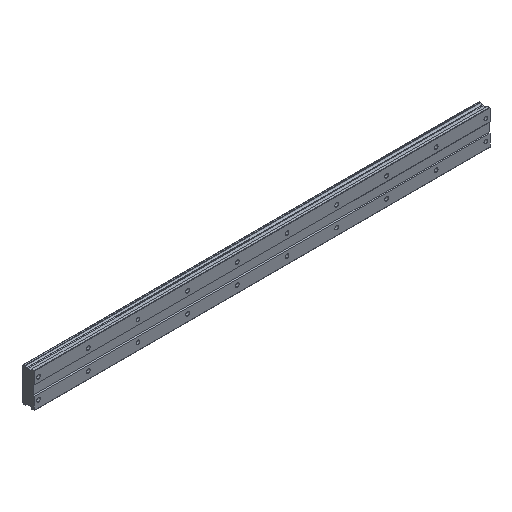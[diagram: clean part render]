
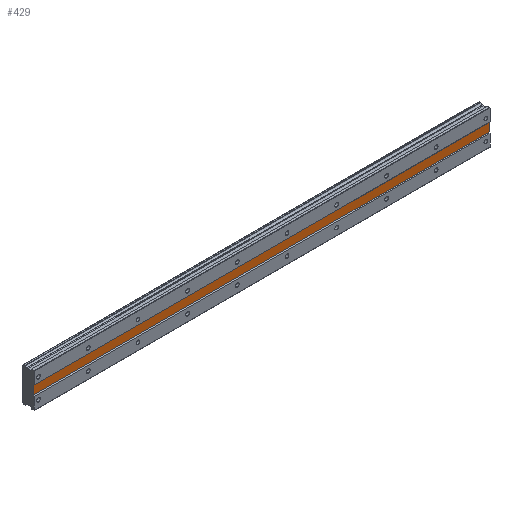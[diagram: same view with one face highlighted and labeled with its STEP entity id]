
A CAD part, isometric view. The second image highlights one B-rep face of the part: STEP entity #429.
In plain terms, the highlighted planar face has unit normal (0, -1, 0).
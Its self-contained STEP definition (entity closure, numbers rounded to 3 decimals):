
#99 = VECTOR ( 'NONE', #939, 1000. ) ;
#231 = EDGE_CURVE ( 'NONE', #507, #1060, #3583, .T. ) ;
#391 = DIRECTION ( 'NONE',  ( 0., 0., 1. ) ) ;
#406 = ORIENTED_EDGE ( 'NONE', *, *, #1731, .F. ) ;
#407 = PLANE ( 'NONE',  #637 ) ;
#429 = ADVANCED_FACE ( 'NONE', ( #715 ), #407, .F. ) ;
#467 = ORIENTED_EDGE ( 'NONE', *, *, #1479, .T. ) ;
#507 = VERTEX_POINT ( 'NONE', #2512 ) ;
#597 = DIRECTION ( 'NONE',  ( 0., 0., -1. ) ) ;
#637 = AXIS2_PLACEMENT_3D ( 'NONE', #3361, #779, #391 ) ;
#667 = EDGE_CURVE ( 'NONE', #1265, #1060, #2920, .T. ) ;
#708 = VERTEX_POINT ( 'NONE', #2591 ) ;
#715 = FACE_OUTER_BOUND ( 'NONE', #1526, .T. ) ;
#779 = DIRECTION ( 'NONE',  ( 0., 1., 0. ) ) ;
#939 = DIRECTION ( 'NONE',  ( -1., 0., 0. ) ) ;
#965 = CARTESIAN_POINT ( 'NONE',  ( 545., 1., -5. ) ) ;
#977 = CARTESIAN_POINT ( 'NONE',  ( 545., 1., 5. ) ) ;
#1060 = VERTEX_POINT ( 'NONE', #2917 ) ;
#1261 = CARTESIAN_POINT ( 'NONE',  ( -5., 1., 20.827 ) ) ;
#1265 = VERTEX_POINT ( 'NONE', #3049 ) ;
#1273 = DIRECTION ( 'NONE',  ( -1., 0., 0. ) ) ;
#1479 = EDGE_CURVE ( 'NONE', #708, #507, #4129, .T. ) ;
#1526 = EDGE_LOOP ( 'NONE', ( #3174, #406, #467, #3013 ) ) ;
#1731 = EDGE_CURVE ( 'NONE', #708, #1265, #2801, .T. ) ;
#2408 = VECTOR ( 'NONE', #1273, 1000. ) ;
#2414 = VECTOR ( 'NONE', #597, 1000. ) ;
#2512 = CARTESIAN_POINT ( 'NONE',  ( -5., 1., 5. ) ) ;
#2591 = CARTESIAN_POINT ( 'NONE',  ( 545., 1., 5. ) ) ;
#2801 = LINE ( 'NONE', #3243, #2414 ) ;
#2917 = CARTESIAN_POINT ( 'NONE',  ( -5., 1., -5. ) ) ;
#2920 = LINE ( 'NONE', #965, #99 ) ;
#3013 = ORIENTED_EDGE ( 'NONE', *, *, #231, .T. ) ;
#3049 = CARTESIAN_POINT ( 'NONE',  ( 545., 1., -5. ) ) ;
#3174 = ORIENTED_EDGE ( 'NONE', *, *, #667, .F. ) ;
#3243 = CARTESIAN_POINT ( 'NONE',  ( 545., 1., 20.827 ) ) ;
#3293 = DIRECTION ( 'NONE',  ( 0., 0., -1. ) ) ;
#3361 = CARTESIAN_POINT ( 'NONE',  ( 545., 1., 5. ) ) ;
#3583 = LINE ( 'NONE', #1261, #4102 ) ;
#4102 = VECTOR ( 'NONE', #3293, 1000. ) ;
#4129 = LINE ( 'NONE', #977, #2408 ) ;
